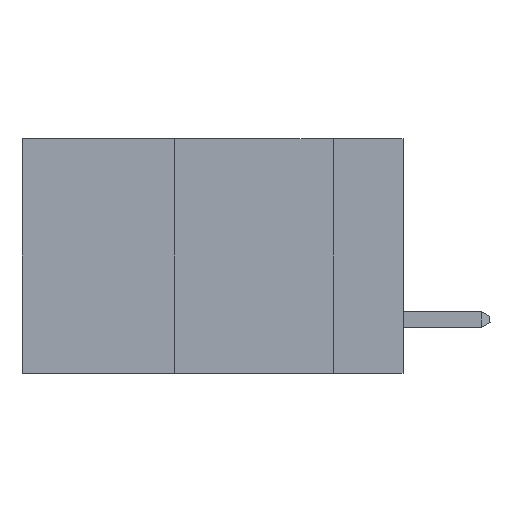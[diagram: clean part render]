
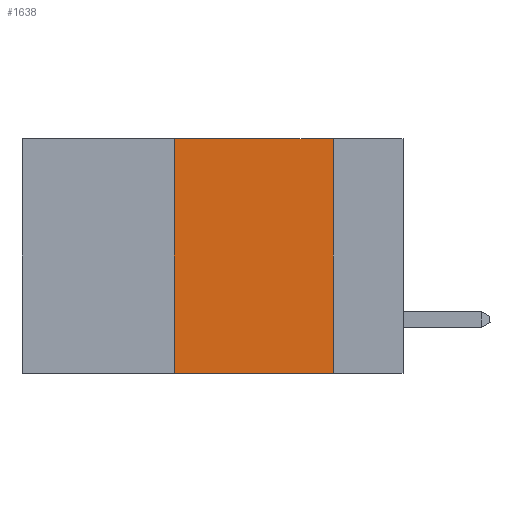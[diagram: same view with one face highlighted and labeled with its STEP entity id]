
A CAD part, left-side view. The second image highlights one B-rep face of the part: STEP entity #1638.
In plain terms, the highlighted planar face has unit normal (-1, 0, 0).
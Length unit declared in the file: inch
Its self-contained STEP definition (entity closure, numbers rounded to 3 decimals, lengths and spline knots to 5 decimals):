
#304 = VERTEX_POINT ( 'NONE', #27108 ) ;
#1352 = CARTESIAN_POINT ( 'NONE',  ( 0., 0.36, 0. ) ) ;
#1638 = ADVANCED_FACE ( 'NONE', ( #4174 ), #10073, .F. ) ;
#2111 = DIRECTION ( 'NONE',  ( 0., -1., 0. ) ) ;
#2742 = VERTEX_POINT ( 'NONE', #1352 ) ;
#3042 = DIRECTION ( 'NONE',  ( 0., -1., 0. ) ) ;
#3237 = CARTESIAN_POINT ( 'NONE',  ( 0., 0.11, 0. ) ) ;
#3555 = EDGE_CURVE ( 'NONE', #2742, #7763, #24934, .T. ) ;
#4174 = FACE_OUTER_BOUND ( 'NONE', #14199, .T. ) ;
#4871 = CARTESIAN_POINT ( 'NONE',  ( 0., 0.6, 0. ) ) ;
#5288 = DIRECTION ( 'NONE',  ( 0., 0., -1. ) ) ;
#5625 = ORIENTED_EDGE ( 'NONE', *, *, #3555, .F. ) ;
#6541 = CARTESIAN_POINT ( 'NONE',  ( 0., 0.6, 0. ) ) ;
#7763 = VERTEX_POINT ( 'NONE', #3237 ) ;
#7927 = ORIENTED_EDGE ( 'NONE', *, *, #11642, .F. ) ;
#8622 = VECTOR ( 'NONE', #26140, 39.37008 ) ;
#10073 = PLANE ( 'NONE',  #14901 ) ;
#10403 = CARTESIAN_POINT ( 'NONE',  ( 0., 0.36, 0. ) ) ;
#11642 = EDGE_CURVE ( 'NONE', #7763, #304, #26763, .T. ) ;
#13605 = VECTOR ( 'NONE', #2111, 39.37008 ) ;
#14199 = EDGE_LOOP ( 'NONE', ( #7927, #5625, #22549, #21020 ) ) ;
#14901 = AXIS2_PLACEMENT_3D ( 'NONE', #4871, #20764, #16368 ) ;
#16368 = DIRECTION ( 'NONE',  ( 0., 0., -1. ) ) ;
#16626 = CARTESIAN_POINT ( 'NONE',  ( 0., 0.6, -0.37 ) ) ;
#18186 = CARTESIAN_POINT ( 'NONE',  ( 0., 0.36, -0.37 ) ) ;
#20764 = DIRECTION ( 'NONE',  ( 1., 0., 0. ) ) ;
#21020 = ORIENTED_EDGE ( 'NONE', *, *, #22773, .T. ) ;
#21446 = LINE ( 'NONE', #16626, #26401 ) ;
#22549 = ORIENTED_EDGE ( 'NONE', *, *, #25726, .F. ) ;
#22550 = VECTOR ( 'NONE', #5288, 39.37008 ) ;
#22773 = EDGE_CURVE ( 'NONE', #25855, #304, #21446, .T. ) ;
#24934 = LINE ( 'NONE', #6541, #13605 ) ;
#25726 = EDGE_CURVE ( 'NONE', #25855, #2742, #28791, .T. ) ;
#25778 = CARTESIAN_POINT ( 'NONE',  ( 0., 0.11, 0. ) ) ;
#25855 = VERTEX_POINT ( 'NONE', #18186 ) ;
#26140 = DIRECTION ( 'NONE',  ( 0., 0., 1. ) ) ;
#26401 = VECTOR ( 'NONE', #3042, 39.37008 ) ;
#26763 = LINE ( 'NONE', #25778, #22550 ) ;
#27108 = CARTESIAN_POINT ( 'NONE',  ( 0., 0.11, -0.37 ) ) ;
#28791 = LINE ( 'NONE', #10403, #8622 ) ;
